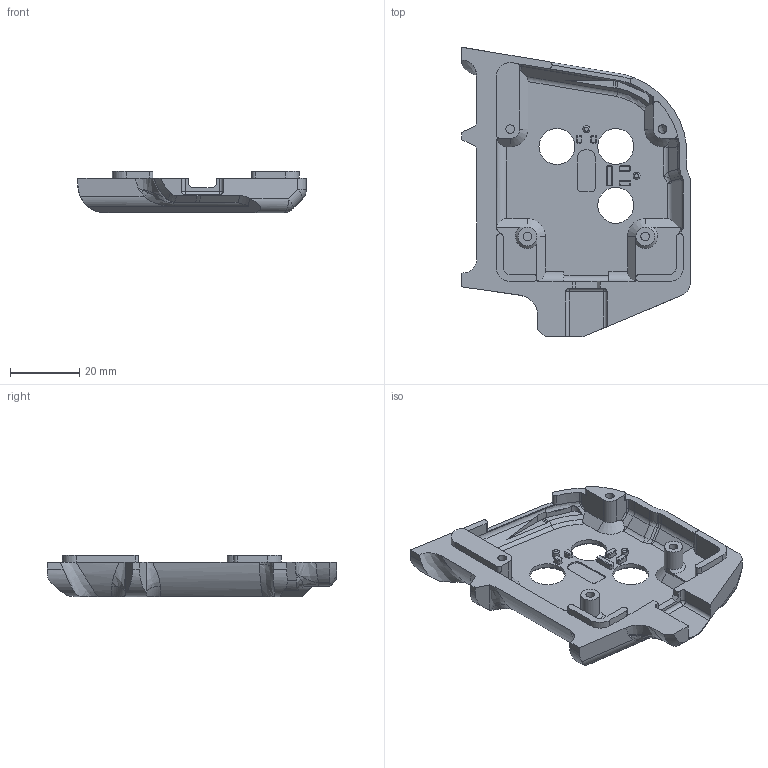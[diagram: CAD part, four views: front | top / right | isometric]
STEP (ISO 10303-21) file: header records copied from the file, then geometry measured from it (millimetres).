
FILE_DESCRIPTION(('HOOPS Exchange Step'),'2;1');
FILE_NAME('temp_export','2021-03-30T03:22:27-04:00',('poastoast'),('Shapr3D Limited'),'HOOPS Exchange 2020.2','Shapr3D','Authorized');
FILE_SCHEMA( ('AP203_CONFIGURATION_CONTROLLED_3D_DESIGN_OF_MECHANICAL_PARTS_AND_ASSEMBLIES_MIM_LF') );
Length unit declared in the file: millimetre
Products named in the file (1): 751BFC7B-2A5D-48D2-A6DD-4FF89D49D8CB.tmp
Bounding box: 66 x 83.67 x 12 mm (x, y, z)
Volume: 17938.3 mm3; surface area: 12483.9 mm2
Topology: 1 solids, 1 shells, 348 faces, 908 edges, 565 vertices
Faces by surface type: plane 146, cylinder 123, cone 39, bspline 20, torus 12, sphere 8
Full cylindrical faces by diameter (mm): 2 x2, 2.5 x4, 5.4 x2, 10.4 x3
Entity records: 14588 total; most frequent: CARTESIAN_POINT 6033, ORIENTED_EDGE 1798, DIRECTION 1797, EDGE_CURVE 899, AXIS2_PLACEMENT_3D 656, VERTEX_POINT 565, VECTOR 485, LINE 485
